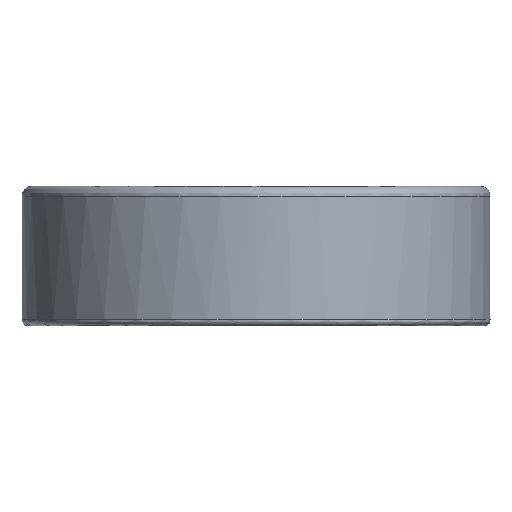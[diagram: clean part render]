
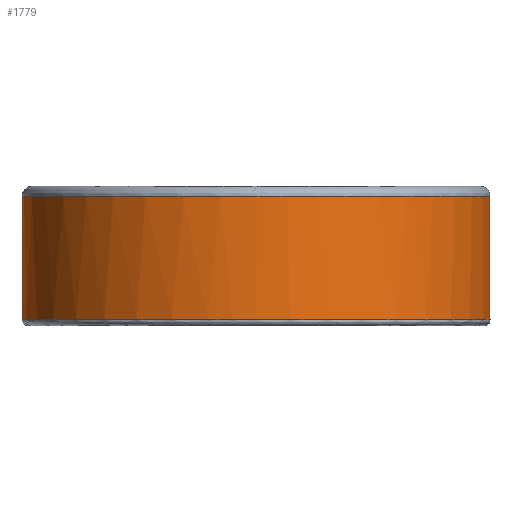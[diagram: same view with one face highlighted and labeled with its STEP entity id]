
A CAD part, front view. The second image highlights one B-rep face of the part: STEP entity #1779.
In plain terms, the highlighted free-form (B-spline) face has degree [2, 1] with [7, 2] control points.
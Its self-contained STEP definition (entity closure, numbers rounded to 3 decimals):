
#1779 = ADVANCED_FACE('',(#1780),#1820,.T.);
#1780 = FACE_BOUND('',#1781,.T.);
#1781 = EDGE_LOOP('',(#1782,#1794,#1801,#1811,#1812));
#1782 = ORIENTED_EDGE('',*,*,#1783,.T.);
#1783 = EDGE_CURVE('',#1784,#1786,#1788,.T.);
#1784 = VERTEX_POINT('',#1785);
#1785 = CARTESIAN_POINT('',(0.022,26.619,
    -7.25));
#1786 = VERTEX_POINT('',#1787);
#1787 = CARTESIAN_POINT('',(-0.022,-26.619,
    -7.25));
#1788 = ( BOUNDED_CURVE() B_SPLINE_CURVE(2,(#1789,#1790,#1791,#1792,
#1793),.UNSPECIFIED.,.F.,.F.) B_SPLINE_CURVE_WITH_KNOTS((3,2,3),(0.,
1.571,3.142),.PIECEWISE_BEZIER_KNOTS.) CURVE() 
GEOMETRIC_REPRESENTATION_ITEM() RATIONAL_B_SPLINE_CURVE((1.,
0.707,1.,0.707,1.)) REPRESENTATION_ITEM('') );
#1789 = CARTESIAN_POINT('',(0.022,26.619,
    -7.25));
#1790 = CARTESIAN_POINT('',(-26.597,26.642,
    -7.25));
#1791 = CARTESIAN_POINT('',(-26.619,0.022,
    -7.25));
#1792 = CARTESIAN_POINT('',(-26.642,-26.597,
    -7.25));
#1793 = CARTESIAN_POINT('',(-0.022,-26.619,
    -7.25));
#1794 = ORIENTED_EDGE('',*,*,#1795,.T.);
#1795 = EDGE_CURVE('',#1786,#1796,#1798,.T.);
#1796 = VERTEX_POINT('',#1797);
#1797 = CARTESIAN_POINT('',(-0.022,-26.619,
    6.796));
#1798 = B_SPLINE_CURVE_WITH_KNOTS('',1,(#1799,#1800),.UNSPECIFIED.,.F.,
  .F.,(2,2),(-16.205,-3.805),.PIECEWISE_BEZIER_KNOTS.);
#1799 = CARTESIAN_POINT('',(-0.022,-26.619,
    -7.25));
#1800 = CARTESIAN_POINT('',(-0.022,-26.619,
    6.796));
#1801 = ORIENTED_EDGE('',*,*,#1802,.T.);
#1802 = EDGE_CURVE('',#1796,#1796,#1803,.T.);
#1803 = ( BOUNDED_CURVE() B_SPLINE_CURVE(2,(#1804,#1805,#1806,#1807,
#1808,#1809,#1810),.UNSPECIFIED.,.T.,.F.) B_SPLINE_CURVE_WITH_KNOTS((1,2
    ,2,2,2,1),(-2.094,0.,2.094,4.189,
6.283,8.378),.UNSPECIFIED.) CURVE() 
GEOMETRIC_REPRESENTATION_ITEM() RATIONAL_B_SPLINE_CURVE((1.,0.5,1.,0.5,
1.,0.5,1.)) REPRESENTATION_ITEM('') );
#1804 = CARTESIAN_POINT('',(-0.022,-26.619,
    6.796));
#1805 = CARTESIAN_POINT('',(-46.128,-26.581,
    6.796));
#1806 = CARTESIAN_POINT('',(-23.042,13.329,
    6.796));
#1807 = CARTESIAN_POINT('',(0.044,53.239,
    6.796));
#1808 = CARTESIAN_POINT('',(23.064,13.29,
    6.796));
#1809 = CARTESIAN_POINT('',(46.084,-26.658,
    6.796));
#1810 = CARTESIAN_POINT('',(-0.022,-26.619,
    6.796));
#1811 = ORIENTED_EDGE('',*,*,#1795,.F.);
#1812 = ORIENTED_EDGE('',*,*,#1813,.T.);
#1813 = EDGE_CURVE('',#1786,#1784,#1814,.T.);
#1814 = ( BOUNDED_CURVE() B_SPLINE_CURVE(2,(#1815,#1816,#1817,#1818,
#1819),.UNSPECIFIED.,.F.,.F.) B_SPLINE_CURVE_WITH_KNOTS((3,2,3),(
    3.142,4.712,6.283),
.PIECEWISE_BEZIER_KNOTS.) CURVE() GEOMETRIC_REPRESENTATION_ITEM() 
RATIONAL_B_SPLINE_CURVE((1.,0.707,1.,0.707,1.)) 
REPRESENTATION_ITEM('') );
#1815 = CARTESIAN_POINT('',(-0.022,-26.619,
    -7.25));
#1816 = CARTESIAN_POINT('',(26.597,-26.642,
    -7.25));
#1817 = CARTESIAN_POINT('',(26.619,-0.022,
    -7.25));
#1818 = CARTESIAN_POINT('',(26.642,26.597,
    -7.25));
#1819 = CARTESIAN_POINT('',(0.022,26.619,
    -7.25));
#1820 = ( BOUNDED_SURFACE() B_SPLINE_SURFACE(2,1,(
    (#1821,#1822)
    ,(#1823,#1824)
    ,(#1825,#1826)
    ,(#1827,#1828)
    ,(#1829,#1830)
    ,(#1831,#1832)
    ,(#1833,#1834
)),.UNSPECIFIED.,.T.,.F.,.F.) B_SPLINE_SURFACE_WITH_KNOTS((1,2,2,2,2,1),
  (2,2),(-2.094,0.,2.094,4.189,6.283,
    8.378),(-16.205,-3.805),.UNSPECIFIED.) 
GEOMETRIC_REPRESENTATION_ITEM() RATIONAL_B_SPLINE_SURFACE((
    (1.,1.)
    ,(0.5,0.5)
    ,(1.,1.)
    ,(0.5,0.5)
    ,(1.,1.)
    ,(0.5,0.5)
,(1.,1.))) REPRESENTATION_ITEM('') SURFACE() );
#1821 = CARTESIAN_POINT('',(-0.022,-26.619,
    -7.25));
#1822 = CARTESIAN_POINT('',(-0.022,-26.619,
    6.796));
#1823 = CARTESIAN_POINT('',(46.084,-26.658,
    -7.25));
#1824 = CARTESIAN_POINT('',(46.084,-26.658,
    6.796));
#1825 = CARTESIAN_POINT('',(23.064,13.29,
    -7.25));
#1826 = CARTESIAN_POINT('',(23.064,13.29,
    6.796));
#1827 = CARTESIAN_POINT('',(0.044,53.239,
    -7.25));
#1828 = CARTESIAN_POINT('',(0.044,53.239,
    6.796));
#1829 = CARTESIAN_POINT('',(-23.042,13.329,
    -7.25));
#1830 = CARTESIAN_POINT('',(-23.042,13.329,
    6.796));
#1831 = CARTESIAN_POINT('',(-46.128,-26.581,
    -7.25));
#1832 = CARTESIAN_POINT('',(-46.128,-26.581,
    6.796));
#1833 = CARTESIAN_POINT('',(-0.022,-26.619,
    -7.25));
#1834 = CARTESIAN_POINT('',(-0.022,-26.619,
    6.796));
